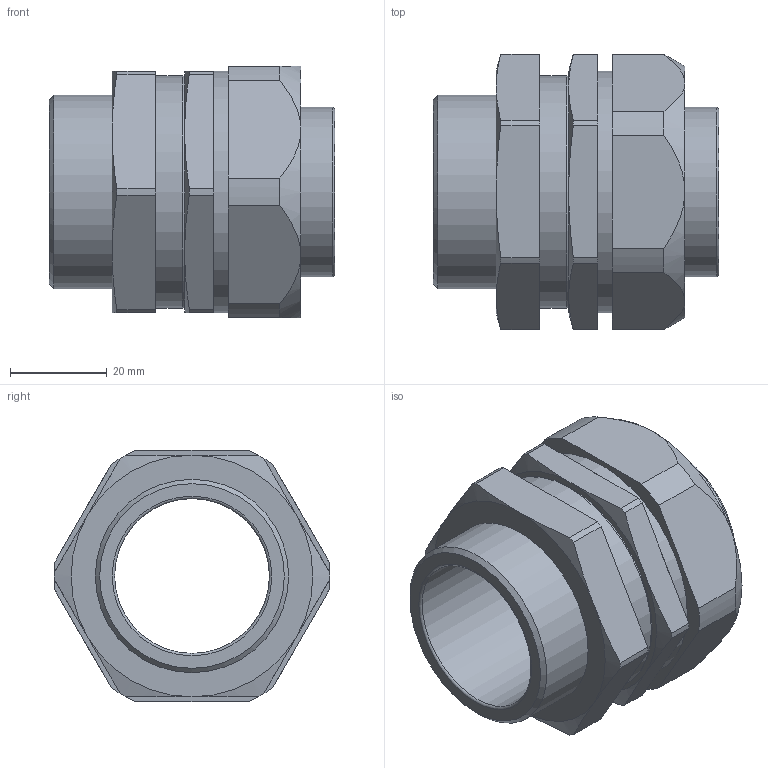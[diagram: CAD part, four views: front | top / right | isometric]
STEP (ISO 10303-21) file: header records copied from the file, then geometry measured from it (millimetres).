
FILE_DESCRIPTION( ( 'STEP AP214' ), '1' );
FILE_NAME( '6014-4035G.stp', '2018-12-14T19:29:56', ( '' ), ( '' ), ' ', 'PARTsolutions', ' ' );
FILE_SCHEMA( ( 'AUTOMOTIVE_DESIGN { 1 0 10303 214 1 1 1 1 }' ) );
Length unit declared in the file: millimetre
Products named in the file (1): _6014-4035G
Bounding box: 59 x 57 x 52 mm (x, y, z)
Volume: 51171.1 mm3; surface area: 22629.1 mm2
Topology: 1 solids, 1 shells, 80 faces, 185 edges, 113 vertices
Faces by surface type: plane 32, cylinder 24, cone 20, torus 4
Full cylindrical faces by diameter (mm): 32 x1, 35 x1, 40 x1, 43 x1, 48 x1, 50 x1
Entity records: 3046 total; most frequent: CARTESIAN_POINT 627, DIRECTION 376, ORIENTED_EDGE 346, EDGE_CURVE 173, AXIS2_PLACEMENT_3D 158, VERTEX_POINT 113, EDGE_LOOP 100, FACE_OUTER_BOUND 90
